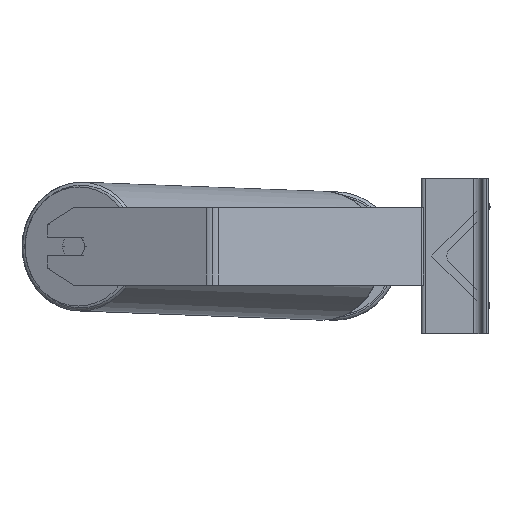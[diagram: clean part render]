
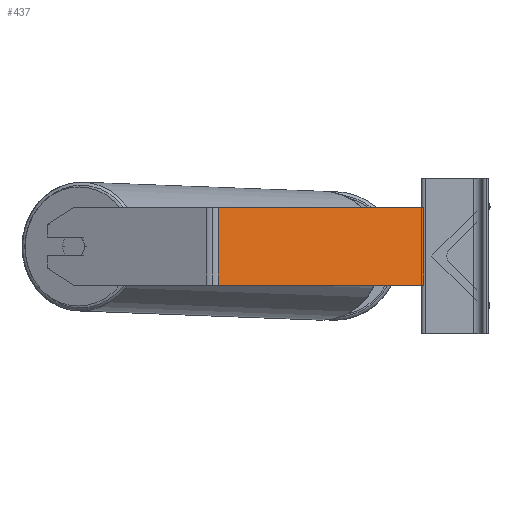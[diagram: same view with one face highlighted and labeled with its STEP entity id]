
A CAD part, left-side view. The second image highlights one B-rep face of the part: STEP entity #437.
In plain terms, the highlighted planar face has unit normal (-0.94, -0.342, 0).
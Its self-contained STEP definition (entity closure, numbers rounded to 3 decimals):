
#68 = CARTESIAN_POINT ( 'NONE',  ( -966.793, 226.754, -30. ) ) ;
#216 = VERTEX_POINT ( 'NONE', #7499 ) ;
#288 = VERTEX_POINT ( 'NONE', #7822 ) ;
#437 = ADVANCED_FACE ( 'NONE', ( #3686 ), #2352, .F. ) ;
#956 = VERTEX_POINT ( 'NONE', #1936 ) ;
#1490 = LINE ( 'NONE', #68, #10385 ) ;
#1685 = VECTOR ( 'NONE', #4303, 1000. ) ;
#1696 = EDGE_CURVE ( 'NONE', #9410, #956, #8831, .T. ) ;
#1911 = DIRECTION ( 'NONE',  ( 0.342, -0.94, 0. ) ) ;
#1936 = CARTESIAN_POINT ( 'NONE',  ( -887.518, 8.948, 50. ) ) ;
#2211 = CARTESIAN_POINT ( 'NONE',  ( -966.793, 226.754, 50. ) ) ;
#2347 = DIRECTION ( 'NONE',  ( 0.342, -0.94, 0. ) ) ;
#2352 = PLANE ( 'NONE',  #9656 ) ;
#2513 = ORIENTED_EDGE ( 'NONE', *, *, #4368, .F. ) ;
#2530 = EDGE_CURVE ( 'NONE', #288, #216, #1490, .T. ) ;
#2624 = LINE ( 'NONE', #10052, #9354 ) ;
#3686 = FACE_OUTER_BOUND ( 'NONE', #8745, .T. ) ;
#4303 = DIRECTION ( 'NONE',  ( 0., 0., -1. ) ) ;
#4368 = EDGE_CURVE ( 'NONE', #956, #216, #2624, .T. ) ;
#4749 = DIRECTION ( 'NONE',  ( -0.342, 0.94, 0. ) ) ;
#5285 = ORIENTED_EDGE ( 'NONE', *, *, #2530, .T. ) ;
#5507 = CARTESIAN_POINT ( 'NONE',  ( -966.793, 226.754, 50. ) ) ;
#5532 = EDGE_CURVE ( 'NONE', #9410, #288, #6035, .T. ) ;
#5574 = ORIENTED_EDGE ( 'NONE', *, *, #5532, .T. ) ;
#6035 = LINE ( 'NONE', #8411, #1685 ) ;
#6710 = DIRECTION ( 'NONE',  ( 0., 0., -1. ) ) ;
#7499 = CARTESIAN_POINT ( 'NONE',  ( -887.518, 8.948, -30. ) ) ;
#7822 = CARTESIAN_POINT ( 'NONE',  ( -964.526, 220.527, -30. ) ) ;
#8127 = CARTESIAN_POINT ( 'NONE',  ( -964.526, 220.527, 50. ) ) ;
#8411 = CARTESIAN_POINT ( 'NONE',  ( -964.526, 220.527, 50. ) ) ;
#8695 = DIRECTION ( 'NONE',  ( 0.94, 0.342, 0. ) ) ;
#8745 = EDGE_LOOP ( 'NONE', ( #5285, #2513, #9151, #5574 ) ) ;
#8831 = LINE ( 'NONE', #2211, #9512 ) ;
#9151 = ORIENTED_EDGE ( 'NONE', *, *, #1696, .F. ) ;
#9354 = VECTOR ( 'NONE', #6710, 1000. ) ;
#9410 = VERTEX_POINT ( 'NONE', #8127 ) ;
#9512 = VECTOR ( 'NONE', #1911, 1000. ) ;
#9656 = AXIS2_PLACEMENT_3D ( 'NONE', #5507, #8695, #4749 ) ;
#10052 = CARTESIAN_POINT ( 'NONE',  ( -887.518, 8.948, 50. ) ) ;
#10385 = VECTOR ( 'NONE', #2347, 1000. ) ;
